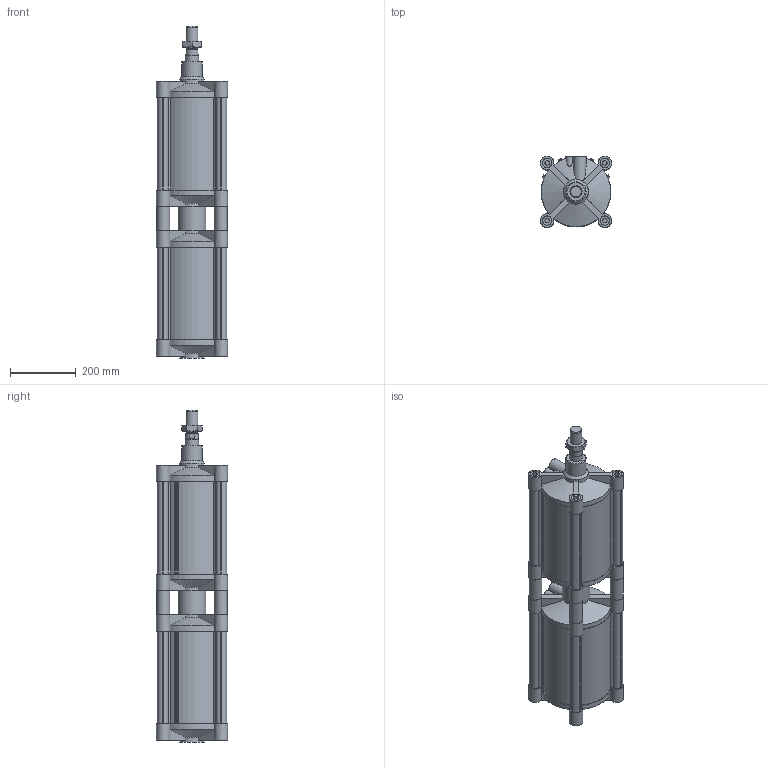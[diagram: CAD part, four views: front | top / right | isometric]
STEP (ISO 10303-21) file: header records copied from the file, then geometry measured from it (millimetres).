
FILE_DESCRIPTION(/* description */ (''),/* implementation_level */ '2;1');
FILE_NAME(/* name */ '139#_200_0200_G.stp',/* time_stamp */ '2019-02-27T08:36:51+01:00',/* author */ ('maniean1'),/* organization */ (''),/* preprocessor_version */ 'ST-DEVELOPER v17',/* originating_system */ 'Autodesk Inventor 2019',/* authorisation */ '');
FILE_SCHEMA (('AUTOMOTIVE_DESIGN { 1 0 10303 214 3 1 1 }'));
Length unit declared in the file: millimetre
Products named in the file (8): 139#_200_0200_G; D_CPL200; 1390_200_0200_01; CPL200-004-200; CPL200-001-01; CPL200-002-01; CPLØ-003; 1320.160.18F
Assembly tree (8 placements, depth 3):
  139#_200_0200_G
    1390_200_0200_01  x2
      CPL200-004-200
      CPL200-001-01
      CPL200-002-01
      CPLØ-003
      1320.160.18F
    D_CPL200
Bounding box: 216 x 216 x 1008 mm (x, y, z)
Volume: 15485536.4 mm3; surface area: 2169480.7 mm2
Topology: 15 solids, 15 shells, 600 faces, 1538 edges, 1040 vertices
Faces by surface type: plane 318, cylinder 192, cone 88, torus 2
Full cylindrical faces by diameter (mm): 14 x16, 15 x4, 23 x8, 24 x4, 28 x16, 28.5 x16, 30 x8, 31.8 x2, 33.835 x2, 36 x2, 39.5 x6, 40 x4, 61 x2, 75 x5, 84 x1, 200 x8
Entity records: 10118 total; most frequent: CARTESIAN_POINT 1990, DIRECTION 1683, ORIENTED_EDGE 1580, EDGE_CURVE 790, AXIS2_PLACEMENT_3D 647, VERTEX_POINT 534, LINE 389, VECTOR 389
